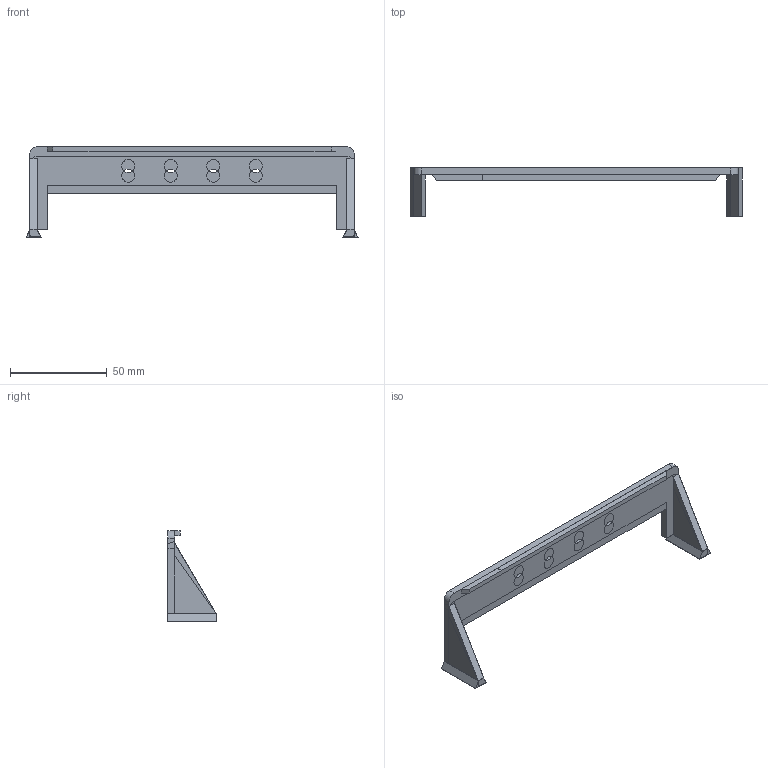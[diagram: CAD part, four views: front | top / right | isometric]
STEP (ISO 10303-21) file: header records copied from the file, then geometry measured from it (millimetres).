
FILE_DESCRIPTION(('HOOPS Exchange Step'),'2;1');
FILE_NAME('temp_export','2021-02-10T20:38:18+01:00',('mobile'),('Shapr3D Limited'),'HOOPS Exchange 2020.2','Shapr3D','Authorized');
FILE_SCHEMA( ('AP203_CONFIGURATION_CONTROLLED_3D_DESIGN_OF_MECHANICAL_PARTS_AND_ASSEMBLIES_MIM_LF') );
Length unit declared in the file: millimetre
Products named in the file (1): CF56BB83-A5E9-4970-A982-6C8F33699239.tmp
Bounding box: 171.8 x 25 x 46.8 mm (x, y, z)
Volume: 53265.1 mm3; surface area: 38987.1 mm2
Topology: 10 solids, 10 shells, 130 faces, 332 edges, 222 vertices
Faces by surface type: plane 108, cylinder 22
Full cylindrical faces by diameter (mm): 6.8 x12
Entity records: 3990 total; most frequent: CARTESIAN_POINT 685, ORIENTED_EDGE 664, DIRECTION 641, EDGE_CURVE 332, VECTOR 285, LINE 285, VERTEX_POINT 222, AXIS2_PLACEMENT_3D 178
